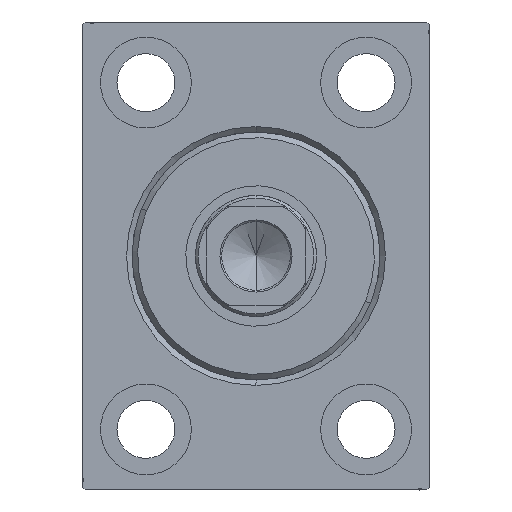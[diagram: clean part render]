
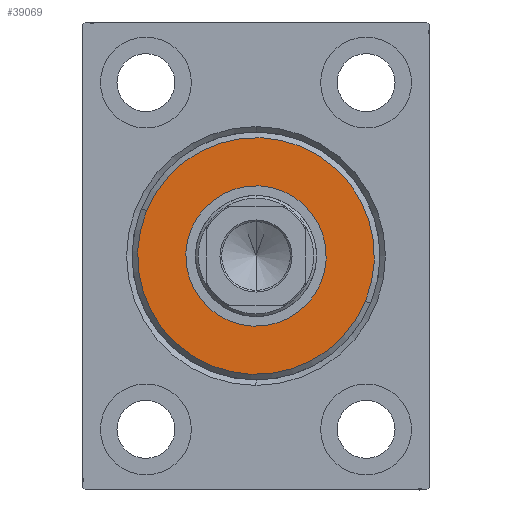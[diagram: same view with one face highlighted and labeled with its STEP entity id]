
A CAD part, left-side view. The second image highlights one B-rep face of the part: STEP entity #39069.
In plain terms, the highlighted face is planar.
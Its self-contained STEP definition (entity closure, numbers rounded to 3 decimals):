
#5157 = DIRECTION ( 'NONE',  ( 1., 0., 0. ) ) ;
#5506 = EDGE_CURVE ( 'NONE', #12799, #7347, #15255, .T. ) ;
#6321 = AXIS2_PLACEMENT_3D ( 'NONE', #25263, #5157, #32148 ) ;
#7091 = CIRCLE ( 'NONE', #36072, 12.75 ) ;
#7347 = VERTEX_POINT ( 'NONE', #26108 ) ;
#8458 = EDGE_CURVE ( 'NONE', #28737, #11414, #39356, .T. ) ;
#8828 = AXIS2_PLACEMENT_3D ( 'NONE', #24510, #21854, #38687 ) ;
#9567 = DIRECTION ( 'NONE',  ( 0., 0., -1. ) ) ;
#10834 = FACE_OUTER_BOUND ( 'NONE', #14945, .T. ) ;
#11113 = CARTESIAN_POINT ( 'NONE',  ( 3., 0., 0. ) ) ;
#11414 = VERTEX_POINT ( 'NONE', #42856 ) ;
#11425 = ORIENTED_EDGE ( 'NONE', *, *, #5506, .T. ) ;
#11957 = CARTESIAN_POINT ( 'NONE',  ( 3., 0., -12.75 ) ) ;
#12799 = VERTEX_POINT ( 'NONE', #24371 ) ;
#14945 = EDGE_LOOP ( 'NONE', ( #39191, #11425 ) ) ;
#15255 = CIRCLE ( 'NONE', #23678, 21.5 ) ;
#15689 = ORIENTED_EDGE ( 'NONE', *, *, #23927, .T. ) ;
#15721 = DIRECTION ( 'NONE',  ( -1., 0., 0. ) ) ;
#16395 = ORIENTED_EDGE ( 'NONE', *, *, #8458, .T. ) ;
#17304 = DIRECTION ( 'NONE',  ( 0., 0., -1. ) ) ;
#19044 = CIRCLE ( 'NONE', #6321, 21.5 ) ;
#20552 = EDGE_CURVE ( 'NONE', #7347, #12799, #19044, .T. ) ;
#21854 = DIRECTION ( 'NONE',  ( 1., 0., 0. ) ) ;
#22428 = EDGE_LOOP ( 'NONE', ( #15689, #16395 ) ) ;
#23678 = AXIS2_PLACEMENT_3D ( 'NONE', #11113, #31445, #17304 ) ;
#23927 = EDGE_CURVE ( 'NONE', #11414, #28737, #7091, .T. ) ;
#24371 = CARTESIAN_POINT ( 'NONE',  ( 3., 0., -21.5 ) ) ;
#24510 = CARTESIAN_POINT ( 'NONE',  ( 3., 0., 0. ) ) ;
#25196 = CARTESIAN_POINT ( 'NONE',  ( 3., 0., 0. ) ) ;
#25263 = CARTESIAN_POINT ( 'NONE',  ( 3., 0., 0. ) ) ;
#26108 = CARTESIAN_POINT ( 'NONE',  ( 3., 0., 21.5 ) ) ;
#26349 = CARTESIAN_POINT ( 'NONE',  ( 3., 0., 0. ) ) ;
#27842 = PLANE ( 'NONE',  #8828 ) ;
#28061 = AXIS2_PLACEMENT_3D ( 'NONE', #25196, #15721, #42688 ) ;
#28737 = VERTEX_POINT ( 'NONE', #11957 ) ;
#31445 = DIRECTION ( 'NONE',  ( 1., 0., 0. ) ) ;
#32148 = DIRECTION ( 'NONE',  ( 0., 0., -1. ) ) ;
#36072 = AXIS2_PLACEMENT_3D ( 'NONE', #26349, #40743, #9567 ) ;
#38687 = DIRECTION ( 'NONE',  ( 0., 0., -1. ) ) ;
#39069 = ADVANCED_FACE ( 'NONE', ( #10834, #41992 ), #27842, .T. ) ;
#39191 = ORIENTED_EDGE ( 'NONE', *, *, #20552, .T. ) ;
#39356 = CIRCLE ( 'NONE', #28061, 12.75 ) ;
#40743 = DIRECTION ( 'NONE',  ( -1., 0., 0. ) ) ;
#41992 = FACE_BOUND ( 'NONE', #22428, .T. ) ;
#42688 = DIRECTION ( 'NONE',  ( 0., 0., -1. ) ) ;
#42856 = CARTESIAN_POINT ( 'NONE',  ( 3., 0., 12.75 ) ) ;
